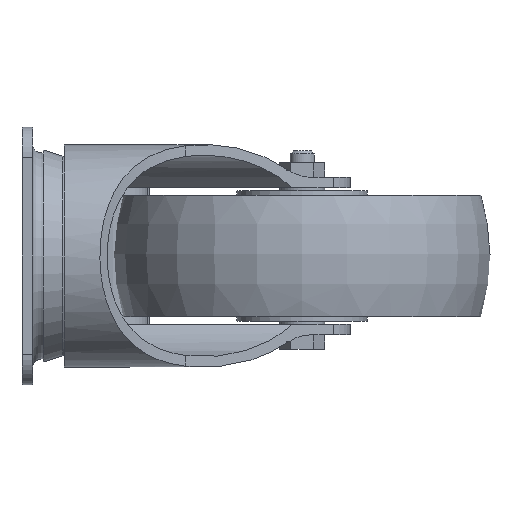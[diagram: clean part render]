
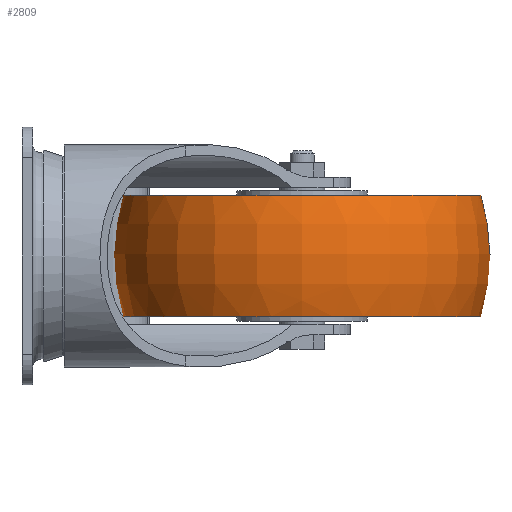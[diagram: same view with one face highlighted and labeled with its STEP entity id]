
A CAD part, left-side view. The second image highlights one B-rep face of the part: STEP entity #2809.
In plain terms, the highlighted toroidal (fillet/blend) face has major radius 2.5 mm and minor radius 60 mm.
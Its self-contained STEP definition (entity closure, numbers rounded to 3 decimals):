
#22=DEGENERATE_TOROIDAL_SURFACE('',#3064,2.5,60.,
 .T.);
#156=CIRCLE('',#3063,59.069);
#157=CIRCLE('',#3065,59.069);
#595=ORIENTED_EDGE('',*,*,#1270,.T.);
#596=ORIENTED_EDGE('',*,*,#1271,.F.);
#1270=EDGE_CURVE('',#1610,#1610,#156,.T.);
#1271=EDGE_CURVE('',#1611,#1611,#157,.T.);
#1610=VERTEX_POINT('',#4627);
#1611=VERTEX_POINT('',#4630);
#2327=EDGE_LOOP('',(#595));
#2328=EDGE_LOOP('',(#596));
#2521=FACE_BOUND('',#2327,.T.);
#2522=FACE_BOUND('',#2328,.T.);
#2809=ADVANCED_FACE('',(#2521,#2522),#22,.T.);
#3063=AXIS2_PLACEMENT_3D('',#4626,#3678,#3679);
#3064=AXIS2_PLACEMENT_3D('',#4628,#3680,#3681);
#3065=AXIS2_PLACEMENT_3D('',#4629,#3682,#3683);
#3678=DIRECTION('',(0.,0.,-1.));
#3679=DIRECTION('',(-1.,0.,0.));
#3680=DIRECTION('',(0.,0.,-1.));
#3681=DIRECTION('',(-1.,0.,0.));
#3682=DIRECTION('',(0.,0.,-1.));
#3683=DIRECTION('',(-1.,0.,0.));
#4626=CARTESIAN_POINT('',(0.,0.,20.));
#4627=CARTESIAN_POINT('',(-59.069,0.,20.));
#4628=CARTESIAN_POINT('',(0.,0.,0.));
#4629=CARTESIAN_POINT('',(0.,0.,-20.));
#4630=CARTESIAN_POINT('',(-59.069,0.,-20.));
